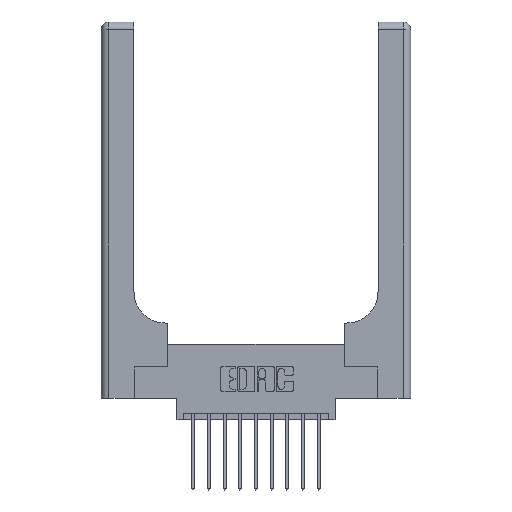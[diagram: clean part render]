
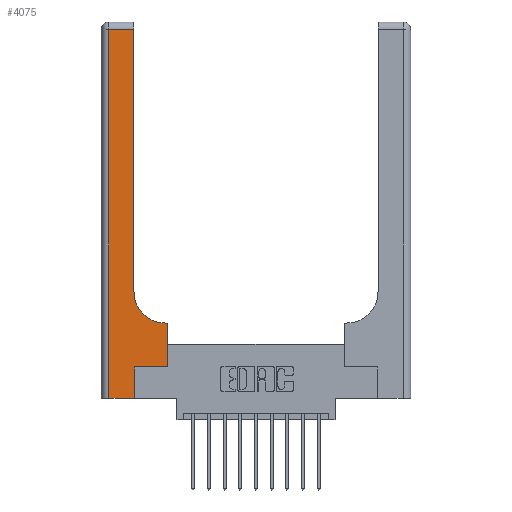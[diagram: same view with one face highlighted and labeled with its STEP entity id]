
A CAD part, top view. The second image highlights one B-rep face of the part: STEP entity #4075.
In plain terms, the highlighted planar face has unit normal (0, 0, 1).
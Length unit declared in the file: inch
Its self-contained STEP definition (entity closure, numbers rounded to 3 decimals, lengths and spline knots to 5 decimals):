
#334 = VERTEX_POINT ( 'NONE', #9574 ) ;
#382 = CARTESIAN_POINT ( 'NONE',  ( 0.51, 0.85, 0.37 ) ) ;
#567 = AXIS2_PLACEMENT_3D ( 'NONE', #382, #1425, #9019 ) ;
#574 = CARTESIAN_POINT ( 'NONE',  ( 0.06, 3., 0.37 ) ) ;
#630 = CARTESIAN_POINT ( 'NONE',  ( 0., 3., 0.37 ) ) ;
#647 = EDGE_CURVE ( 'NONE', #334, #12056, #6067, .T. ) ;
#935 = CARTESIAN_POINT ( 'NONE',  ( 0.26, 0.85, 0.37 ) ) ;
#1189 = CARTESIAN_POINT ( 'NONE',  ( 0.26, 2.94, 0.37 ) ) ;
#1425 = DIRECTION ( 'NONE',  ( 0., 0., -1. ) ) ;
#1852 = VECTOR ( 'NONE', #9463, 39.37008 ) ;
#2469 = LINE ( 'NONE', #15375, #7620 ) ;
#2482 = VECTOR ( 'NONE', #8425, 39.37008 ) ;
#2638 = DIRECTION ( 'NONE',  ( 0., 1., 0. ) ) ;
#3415 = DIRECTION ( 'NONE',  ( -1., 0., 0. ) ) ;
#3793 = VERTEX_POINT ( 'NONE', #14495 ) ;
#4012 = EDGE_CURVE ( 'NONE', #3793, #15335, #2469, .T. ) ;
#4075 = ADVANCED_FACE ( 'NONE', ( #6934 ), #15697, .F. ) ;
#4171 = VERTEX_POINT ( 'NONE', #8235 ) ;
#4469 = CARTESIAN_POINT ( 'NONE',  ( 0., 0., 0.37 ) ) ;
#4483 = EDGE_CURVE ( 'NONE', #14748, #334, #6514, .T. ) ;
#4680 = LINE ( 'NONE', #9633, #15588 ) ;
#4749 = ORIENTED_EDGE ( 'NONE', *, *, #9679, .T. ) ;
#4894 = VECTOR ( 'NONE', #7809, 39.37008 ) ;
#5104 = CARTESIAN_POINT ( 'NONE',  ( 0.51, 0.6, 0.37 ) ) ;
#5245 = VECTOR ( 'NONE', #5609, 39.37008 ) ;
#5358 = EDGE_CURVE ( 'NONE', #7343, #4171, #11826, .T. ) ;
#5451 = ORIENTED_EDGE ( 'NONE', *, *, #10341, .T. ) ;
#5609 = DIRECTION ( 'NONE',  ( 1., 0., 0. ) ) ;
#5671 = ORIENTED_EDGE ( 'NONE', *, *, #4483, .T. ) ;
#6067 = LINE ( 'NONE', #14823, #2482 ) ;
#6326 = ORIENTED_EDGE ( 'NONE', *, *, #11818, .T. ) ;
#6514 = LINE ( 'NONE', #11468, #4894 ) ;
#6934 = FACE_OUTER_BOUND ( 'NONE', #15422, .T. ) ;
#6980 = ORIENTED_EDGE ( 'NONE', *, *, #9832, .T. ) ;
#7083 = CIRCLE ( 'NONE', #567, 0.25 ) ;
#7343 = VERTEX_POINT ( 'NONE', #1189 ) ;
#7588 = VERTEX_POINT ( 'NONE', #935 ) ;
#7620 = VECTOR ( 'NONE', #2638, 39.37008 ) ;
#7809 = DIRECTION ( 'NONE',  ( 0., 1., 0. ) ) ;
#8145 = AXIS2_PLACEMENT_3D ( 'NONE', #630, #12120, #3415 ) ;
#8235 = CARTESIAN_POINT ( 'NONE',  ( 0.06, 2.94, 0.37 ) ) ;
#8425 = DIRECTION ( 'NONE',  ( -1., 0., 0. ) ) ;
#8475 = ORIENTED_EDGE ( 'NONE', *, *, #8558, .T. ) ;
#8497 = LINE ( 'NONE', #12458, #9387 ) ;
#8558 = EDGE_CURVE ( 'NONE', #15335, #14748, #4680, .T. ) ;
#8960 = ORIENTED_EDGE ( 'NONE', *, *, #647, .T. ) ;
#9019 = DIRECTION ( 'NONE',  ( 1., 0., 0. ) ) ;
#9050 = VERTEX_POINT ( 'NONE', #13953 ) ;
#9387 = VECTOR ( 'NONE', #13683, 39.37008 ) ;
#9463 = DIRECTION ( 'NONE',  ( 0., -1., 0. ) ) ;
#9574 = CARTESIAN_POINT ( 'NONE',  ( 0.528, 0.6, 0.37 ) ) ;
#9633 = CARTESIAN_POINT ( 'NONE',  ( 0.265, 0.25, 0.37 ) ) ;
#9679 = EDGE_CURVE ( 'NONE', #7588, #7343, #8497, .T. ) ;
#9832 = EDGE_CURVE ( 'NONE', #4171, #9050, #11744, .T. ) ;
#10341 = EDGE_CURVE ( 'NONE', #12056, #7588, #7083, .T. ) ;
#10437 = CARTESIAN_POINT ( 'NONE',  ( 0.528, 0.25, 0.37 ) ) ;
#10582 = ORIENTED_EDGE ( 'NONE', *, *, #4012, .T. ) ;
#11468 = CARTESIAN_POINT ( 'NONE',  ( 0.528, 0.25, 0.37 ) ) ;
#11744 = LINE ( 'NONE', #574, #1852 ) ;
#11818 = EDGE_CURVE ( 'NONE', #9050, #3793, #15600, .T. ) ;
#11826 = LINE ( 'NONE', #14104, #14237 ) ;
#12056 = VERTEX_POINT ( 'NONE', #5104 ) ;
#12120 = DIRECTION ( 'NONE',  ( 0., 0., -1. ) ) ;
#12140 = DIRECTION ( 'NONE',  ( 1., 0., 0. ) ) ;
#12435 = ORIENTED_EDGE ( 'NONE', *, *, #5358, .T. ) ;
#12458 = CARTESIAN_POINT ( 'NONE',  ( 0.26, 3., 0.37 ) ) ;
#13683 = DIRECTION ( 'NONE',  ( 0., 1., 0. ) ) ;
#13953 = CARTESIAN_POINT ( 'NONE',  ( 0.06, 0., 0.37 ) ) ;
#14104 = CARTESIAN_POINT ( 'NONE',  ( 0., 2.94, 0.37 ) ) ;
#14237 = VECTOR ( 'NONE', #15401, 39.37008 ) ;
#14495 = CARTESIAN_POINT ( 'NONE',  ( 0.265, 0., 0.37 ) ) ;
#14748 = VERTEX_POINT ( 'NONE', #10437 ) ;
#14823 = CARTESIAN_POINT ( 'NONE',  ( 0.26, 0.6, 0.37 ) ) ;
#15335 = VERTEX_POINT ( 'NONE', #15965 ) ;
#15375 = CARTESIAN_POINT ( 'NONE',  ( 0.265, 0., 0.37 ) ) ;
#15401 = DIRECTION ( 'NONE',  ( -1., 0., 0. ) ) ;
#15422 = EDGE_LOOP ( 'NONE', ( #4749, #12435, #6980, #6326, #10582, #8475, #5671, #8960, #5451 ) ) ;
#15588 = VECTOR ( 'NONE', #12140, 39.37008 ) ;
#15600 = LINE ( 'NONE', #4469, #5245 ) ;
#15697 = PLANE ( 'NONE',  #8145 ) ;
#15965 = CARTESIAN_POINT ( 'NONE',  ( 0.265, 0.25, 0.37 ) ) ;
